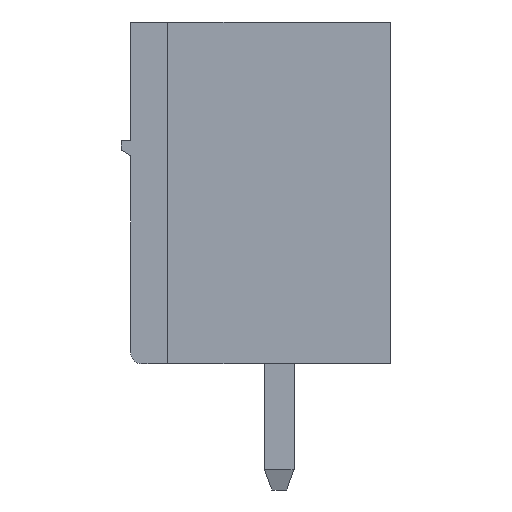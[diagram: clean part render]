
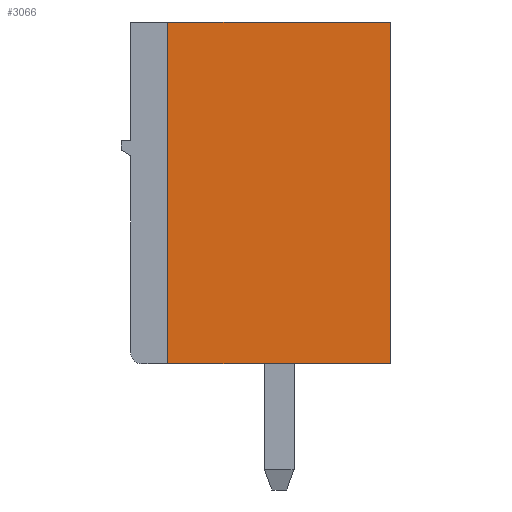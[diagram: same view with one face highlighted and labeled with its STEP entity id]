
A CAD part, left-side view. The second image highlights one B-rep face of the part: STEP entity #3066.
In plain terms, the highlighted planar face has unit normal (-1, 0, 0).
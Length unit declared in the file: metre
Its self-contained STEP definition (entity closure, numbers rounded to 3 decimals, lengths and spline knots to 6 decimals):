
#3066=ADVANCED_FACE('',(#6274),#6275,.F.);
#6274=FACE_OUTER_BOUND('',#9508,.T.);
#6275=PLANE('',#9509);
#9508=EDGE_LOOP('',(#18648,#18649,#18650,#18651));
#9509=AXIS2_PLACEMENT_3D('',#18652,#18653,#18654);
#18648=ORIENTED_EDGE('',*,*,#19397,.F.);
#18649=ORIENTED_EDGE('',*,*,#19012,.F.);
#18650=ORIENTED_EDGE('',*,*,#22519,.T.);
#18651=ORIENTED_EDGE('',*,*,#19503,.T.);
#18652=CARTESIAN_POINT('',(-1.091827,0.00386,0.000933));
#18653=DIRECTION('',(1.0,0.,0.));
#18654=DIRECTION('',(0.0,0.,1.0));
#19012=EDGE_CURVE('',#22681,#22676,#22683,.T.);
#19397=EDGE_CURVE('',#22676,#23451,#23452,.T.);
#19503=EDGE_CURVE('',#23635,#23451,#23636,.T.);
#22519=EDGE_CURVE('',#22681,#23635,#27813,.T.);
#22676=VERTEX_POINT('',#28012);
#22681=VERTEX_POINT('',#28020);
#22683=LINE('',#28023,#28024);
#23451=VERTEX_POINT('',#29113);
#23452=LINE('',#29114,#29115);
#23635=VERTEX_POINT('',#29399);
#23636=LINE('',#29400,#29401);
#27813=LINE('',#35536,#35537);
#28012=CARTESIAN_POINT('',(-1.091827,0.00386,0.000933));
#28020=CARTESIAN_POINT('',(-1.091827,0.00986,0.000933));
#28023=CARTESIAN_POINT('',(-1.091827,0.00386,0.000933));
#28024=VECTOR('',#35698,1.0);
#29113=CARTESIAN_POINT('',(-1.091827,0.00386,-0.008267));
#29114=CARTESIAN_POINT('',(-1.091827,0.00386,0.000933));
#29115=VECTOR('',#36206,1.0);
#29399=CARTESIAN_POINT('',(-1.091827,0.00986,-0.008267));
#29400=CARTESIAN_POINT('',(-1.091827,0.00386,-0.008267));
#29401=VECTOR('',#36317,1.0);
#35536=CARTESIAN_POINT('',(-1.091827,0.00986,0.000933));
#35537=VECTOR('',#38558,1.0);
#35698=DIRECTION('',(0.,-1.0,0.));
#36206=DIRECTION('',(0.,0.,-1.0));
#36317=DIRECTION('',(0.,-1.0,0.));
#38558=DIRECTION('',(0.,0.,-1.0));
